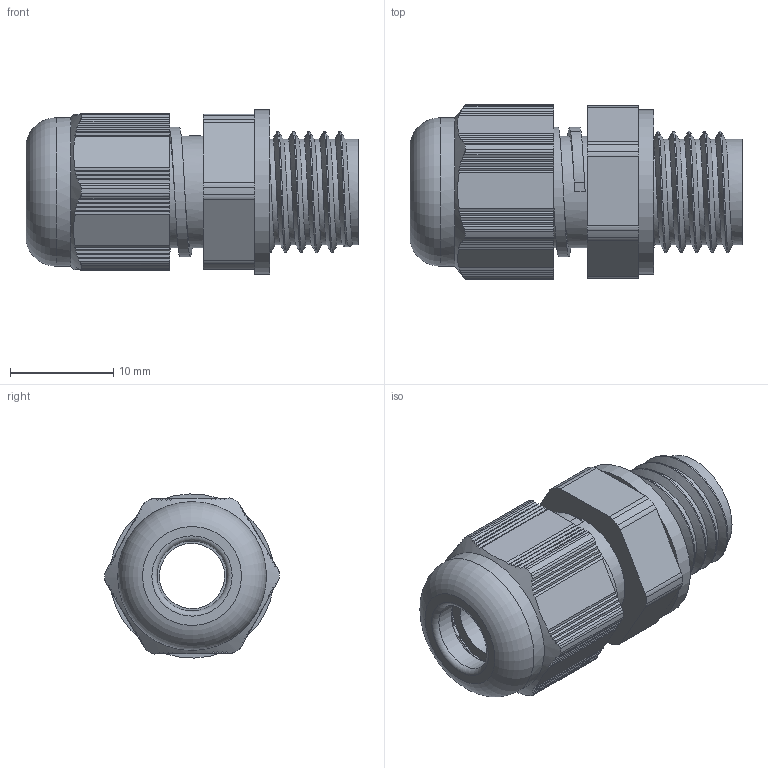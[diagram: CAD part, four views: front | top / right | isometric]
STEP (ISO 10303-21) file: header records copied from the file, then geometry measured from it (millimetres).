
FILE_DESCRIPTION(/* description */ ('Euro-Top X3 HI Poylamid M 12 Stutzen'),/* implementation_level */ '2;1');
FILE_NAME(/* name */ '85080512X3HI-RST.stp',/* time_stamp */ '2015-03-05T09:41:56+01:00',/* author */ ('sl'),/* organization */ (''),/* preprocessor_version */ 'ST-DEVELOPER v15.2',/* originating_system */ 'Autodesk Inventor 2014',/* authorisation */ '');
FILE_SCHEMA (('AUTOMOTIVE_DESIGN { 1 0 10303 214 3 1 1 }'));
Length unit declared in the file: millimetre
Products named in the file (5): Euro-Top-X3HI-02-BT-0001-85080512X3HI; Euro-Top-X3HI-02-BT-0002-85080512X3HI; Euro-Top-X3HI-02-BT-0003-85080512X3HI; Euro-Top-X3HI-02-BT-0004-85080512X3HI; Euro-Top-X3HI-02-BG-0001-85080512X3HI
Assembly tree (4 placements, depth 2):
  Euro-Top-X3HI-02-BG-0001-85080512X3HI
    Euro-Top-X3HI-02-BT-0001-85080512X3HI
    Euro-Top-X3HI-02-BT-0002-85080512X3HI
    Euro-Top-X3HI-02-BT-0003-85080512X3HI
    Euro-Top-X3HI-02-BT-0004-85080512X3HI
Bounding box: 32.11 x 16.87 x 15.88 mm (x, y, z)
Volume: 3309.6 mm3; surface area: 4927.5 mm2
Topology: 4 solids, 4 shells, 313 faces, 895 edges, 593 vertices
Faces by surface type: plane 203, cylinder 83, torus 17, bspline 6, cone 4
Full cylindrical faces by diameter (mm): 6.31 x1, 6.77 x1, 6.88 x1, 7.22 x1, 8.45 x1, 8.72 x1, 10.208 x5, 10.82 x4, 10.91 x1, 11.12 x4, 12.82 x4, 14.37 x1, 15.89 x1
Entity records: 12222 total; most frequent: CARTESIAN_POINT 4851, ORIENTED_EDGE 1636, DIRECTION 1396, EDGE_CURVE 818, VERTEX_POINT 555, AXIS2_PLACEMENT_3D 476, LINE 444, VECTOR 444
